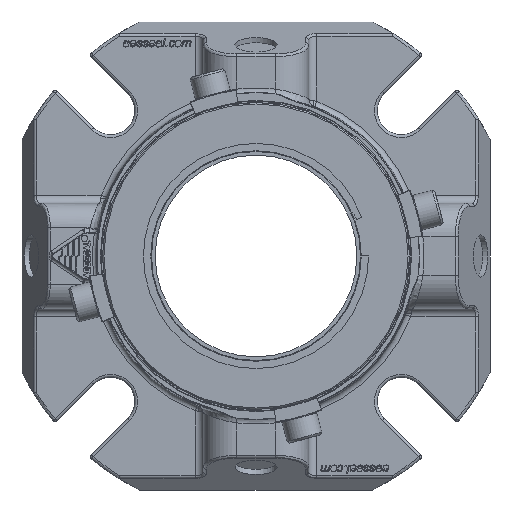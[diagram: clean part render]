
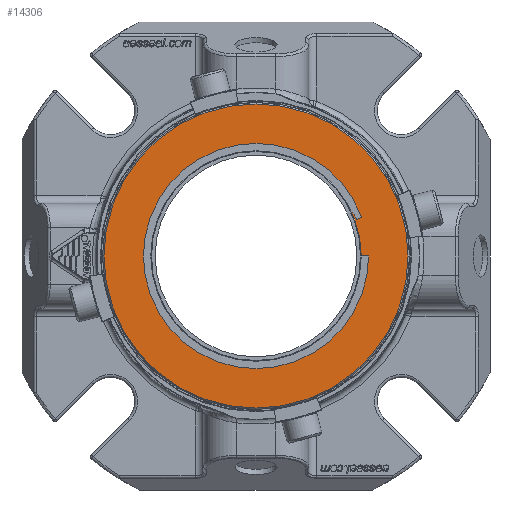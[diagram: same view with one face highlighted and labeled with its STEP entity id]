
A CAD part, left-side view. The second image highlights one B-rep face of the part: STEP entity #14306.
In plain terms, the highlighted planar face has unit normal (-1, 0, 0).
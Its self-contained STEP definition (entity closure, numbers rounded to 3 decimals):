
#1004=LINE('',#20481,#1942);
#1007=LINE('',#20489,#1945);
#1942=VECTOR('',#16704,1000.);
#1945=VECTOR('',#16713,1000.);
#2908=PLANE('',#15259);
#3211=ORIENTED_EDGE('',*,*,#7668,.F.);
#3212=ORIENTED_EDGE('',*,*,#7666,.F.);
#3213=ORIENTED_EDGE('',*,*,#7664,.T.);
#3214=ORIENTED_EDGE('',*,*,#7662,.T.);
#3215=ORIENTED_EDGE('',*,*,#7660,.T.);
#3216=ORIENTED_EDGE('',*,*,#7677,.T.);
#7660=EDGE_CURVE('',#9904,#9903,#11312,.F.);
#7662=EDGE_CURVE('',#9905,#9904,#11313,.T.);
#7664=EDGE_CURVE('',#9906,#9905,#1004,.T.);
#7666=EDGE_CURVE('',#9906,#9907,#11314,.T.);
#7668=EDGE_CURVE('',#9907,#9903,#1007,.T.);
#7677=EDGE_CURVE('',#9916,#9916,#11323,.T.);
#9903=VERTEX_POINT('',#20472);
#9904=VERTEX_POINT('',#20474);
#9905=VERTEX_POINT('',#20478);
#9906=VERTEX_POINT('',#20482);
#9907=VERTEX_POINT('',#20486);
#9916=VERTEX_POINT('',#20516);
#11312=CIRCLE('',#15236,37.3);
#11313=CIRCLE('',#15238,6.35);
#11314=CIRCLE('',#15241,40.742);
#11323=CIRCLE('',#15260,55.055);
#12032=EDGE_LOOP('',(#3211,#3212,#3213,#3214,#3215));
#12033=EDGE_LOOP('',(#3216));
#13040=FACE_BOUND('',#12032,.T.);
#13041=FACE_BOUND('',#12033,.T.);
#14306=ADVANCED_FACE('',(#13040,#13041),#2908,.T.);
#15236=AXIS2_PLACEMENT_3D('',#20473,#16694,#16695);
#15238=AXIS2_PLACEMENT_3D('',#20477,#16699,#16700);
#15241=AXIS2_PLACEMENT_3D('',#20485,#16708,#16709);
#15259=AXIS2_PLACEMENT_3D('',#20514,#16746,#16747);
#15260=AXIS2_PLACEMENT_3D('',#20515,#16748,#16749);
#16694=DIRECTION('',(-1.,0.,0.));
#16695=DIRECTION('',(0.,-1.,0.));
#16699=DIRECTION('',(-1.,0.,0.));
#16700=DIRECTION('',(0.,-1.,0.));
#16704=DIRECTION('',(0.,0.94,-0.342));
#16708=DIRECTION('',(-1.,0.,0.));
#16709=DIRECTION('',(0.,-1.,0.));
#16713=DIRECTION('',(0.,1.,0.));
#16746=DIRECTION('',(-1.,0.,0.));
#16747=DIRECTION('',(0.,-0.866,0.5));
#16748=DIRECTION('',(-1.,0.,0.));
#16749=DIRECTION('',(0.,-0.866,0.5));
#20472=CARTESIAN_POINT('',(-71.044,-37.3,0.));
#20473=CARTESIAN_POINT('',(-71.044,0.,0.));
#20474=CARTESIAN_POINT('',(-71.044,-33.343,16.72));
#20477=CARTESIAN_POINT('',(-71.044,-30.432,11.076));
#20478=CARTESIAN_POINT('',(-71.044,-36.399,13.248));
#20481=CARTESIAN_POINT('',(-71.044,0.,0.));
#20482=CARTESIAN_POINT('',(-71.044,-38.285,13.934));
#20485=CARTESIAN_POINT('',(-71.044,0.,0.));
#20486=CARTESIAN_POINT('',(-71.044,-40.742,0.));
#20489=CARTESIAN_POINT('',(-71.044,0.,0.));
#20514=CARTESIAN_POINT('',(-71.044,48.119,-27.781));
#20515=CARTESIAN_POINT('',(-71.044,0.,0.));
#20516=CARTESIAN_POINT('',(-71.044,-47.679,27.527));
